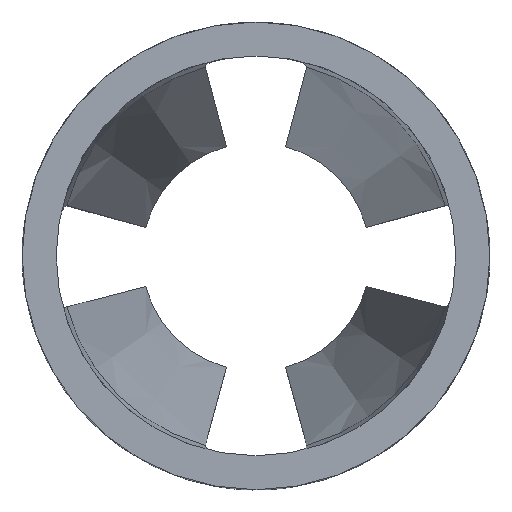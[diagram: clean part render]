
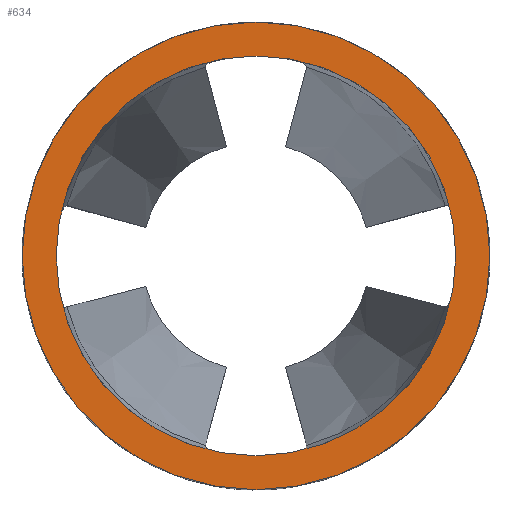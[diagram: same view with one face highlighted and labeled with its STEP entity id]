
A CAD part, top view. The second image highlights one B-rep face of the part: STEP entity #634.
In plain terms, the highlighted planar face has unit normal (0, 0, 1).
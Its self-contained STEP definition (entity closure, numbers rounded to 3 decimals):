
#147=FACE_BOUND('',#184,.T.);
#148=FACE_OUTER_BOUND('',#183,.T.);
#183=EDGE_LOOP('',(#417));
#184=EDGE_LOOP('',(#418));
#219=CIRCLE('',#684,1.375);
#220=CIRCLE('',#685,1.175);
#247=VERTEX_POINT('',#930);
#248=VERTEX_POINT('',#932);
#315=EDGE_CURVE('',#247,#247,#219,.T.);
#316=EDGE_CURVE('',#248,#248,#220,.T.);
#417=ORIENTED_EDGE('',*,*,#315,.T.);
#418=ORIENTED_EDGE('',*,*,#316,.T.);
#621=PLANE('',#683);
#634=ADVANCED_FACE('',(#148,#147),#621,.F.);
#683=AXIS2_PLACEMENT_3D('',#929,#754,#755);
#684=AXIS2_PLACEMENT_3D('',#931,#756,#757);
#685=AXIS2_PLACEMENT_3D('',#933,#758,#759);
#754=DIRECTION('center_axis',(0.,0.,-1.));
#755=DIRECTION('ref_axis',(1.,0.,0.));
#756=DIRECTION('center_axis',(0.,0.,1.));
#757=DIRECTION('ref_axis',(1.,0.,0.));
#758=DIRECTION('center_axis',(0.,0.,-1.));
#759=DIRECTION('ref_axis',(1.,0.,0.));
#929=CARTESIAN_POINT('Origin',(0.,0.,0.));
#930=CARTESIAN_POINT('',(-1.375,0.,0.));
#931=CARTESIAN_POINT('Origin',(0.,0.,0.));
#932=CARTESIAN_POINT('',(-1.175,0.,0.));
#933=CARTESIAN_POINT('Origin',(0.,0.,0.));
